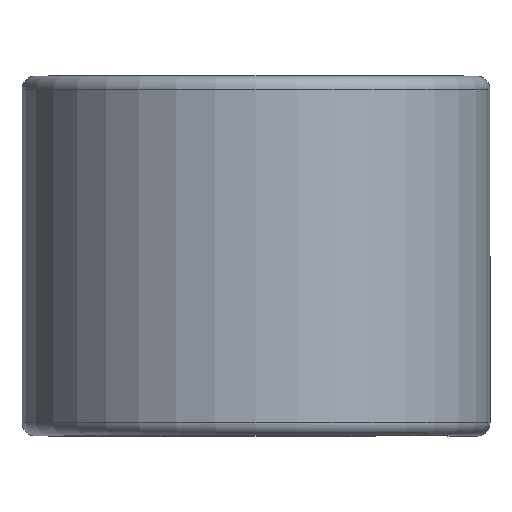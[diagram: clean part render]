
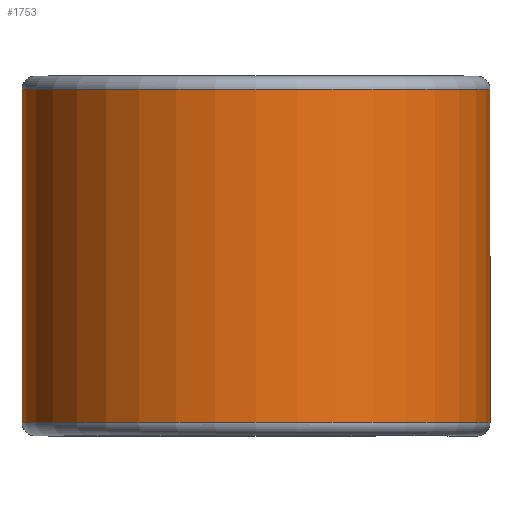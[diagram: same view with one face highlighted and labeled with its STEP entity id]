
A CAD part, top view. The second image highlights one B-rep face of the part: STEP entity #1753.
In plain terms, the highlighted cylindrical face has radius 13.424 mm (diameter 26.848 mm), a partial arc.
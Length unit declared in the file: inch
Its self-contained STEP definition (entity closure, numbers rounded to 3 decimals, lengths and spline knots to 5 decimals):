
#1 = CARTESIAN_POINT ( 'NONE',  ( 0., -0.37625, -0.5285 ) ) ;
#12 = CYLINDRICAL_SURFACE ( 'NONE', #1934, 0.5285 ) ;
#87 = DIRECTION ( 'NONE',  ( 0., 0., -1. ) ) ;
#202 = CARTESIAN_POINT ( 'NONE',  ( 0.5285, 0.37625, 0. ) ) ;
#260 = AXIS2_PLACEMENT_3D ( 'NONE', #983, #2230, #1172 ) ;
#350 = CARTESIAN_POINT ( 'NONE',  ( 0., 0.375, 0. ) ) ;
#362 = FACE_OUTER_BOUND ( 'NONE', #1412, .T. ) ;
#371 = AXIS2_PLACEMENT_3D ( 'NONE', #2271, #1196, #87 ) ;
#521 = VECTOR ( 'NONE', #1128, 39.37008 ) ;
#528 = DIRECTION ( 'NONE',  ( 0., -1., 0. ) ) ;
#551 = DIRECTION ( 'NONE',  ( 0., 1., 0. ) ) ;
#667 = VERTEX_POINT ( 'NONE', #2193 ) ;
#746 = CARTESIAN_POINT ( 'NONE',  ( 0., 0.37625, -0.5285 ) ) ;
#762 = CARTESIAN_POINT ( 'NONE',  ( 0.5285, 0.37625, 0. ) ) ;
#983 = CARTESIAN_POINT ( 'NONE',  ( 0., -0.37625, 0. ) ) ;
#999 = CARTESIAN_POINT ( 'NONE',  ( 0.5285, -0.37625, 0. ) ) ;
#1128 = DIRECTION ( 'NONE',  ( 0., 1., 0. ) ) ;
#1163 = EDGE_CURVE ( 'NONE', #1417, #667, #2132, .T. ) ;
#1172 = DIRECTION ( 'NONE',  ( 0., 0., -1. ) ) ;
#1196 = DIRECTION ( 'NONE',  ( 0., -1., 0. ) ) ;
#1267 = DIRECTION ( 'NONE',  ( 0., 0., -1. ) ) ;
#1302 = VERTEX_POINT ( 'NONE', #999 ) ;
#1364 = ORIENTED_EDGE ( 'NONE', *, *, #1163, .F. ) ;
#1384 = EDGE_CURVE ( 'NONE', #1420, #667, #2137, .T. ) ;
#1390 = ORIENTED_EDGE ( 'NONE', *, *, #2314, .F. ) ;
#1412 = EDGE_LOOP ( 'NONE', ( #1457, #1491, #1364, #1390 ) ) ;
#1417 = VERTEX_POINT ( 'NONE', #1 ) ;
#1420 = VERTEX_POINT ( 'NONE', #762 ) ;
#1457 = ORIENTED_EDGE ( 'NONE', *, *, #1862, .T. ) ;
#1491 = ORIENTED_EDGE ( 'NONE', *, *, #1384, .T. ) ;
#1578 = CIRCLE ( 'NONE', #260, 0.5285 ) ;
#1753 = ADVANCED_FACE ( 'NONE', ( #362 ), #12, .T. ) ;
#1862 = EDGE_CURVE ( 'NONE', #1302, #1420, #2072, .T. ) ;
#1934 = AXIS2_PLACEMENT_3D ( 'NONE', #350, #528, #1267 ) ;
#2009 = VECTOR ( 'NONE', #551, 39.37008 ) ;
#2072 = LINE ( 'NONE', #202, #521 ) ;
#2132 = LINE ( 'NONE', #746, #2009 ) ;
#2137 = CIRCLE ( 'NONE', #371, 0.5285 ) ;
#2193 = CARTESIAN_POINT ( 'NONE',  ( 0., 0.37625, -0.5285 ) ) ;
#2230 = DIRECTION ( 'NONE',  ( 0., -1., 0. ) ) ;
#2271 = CARTESIAN_POINT ( 'NONE',  ( 0., 0.37625, 0. ) ) ;
#2314 = EDGE_CURVE ( 'NONE', #1302, #1417, #1578, .T. ) ;
